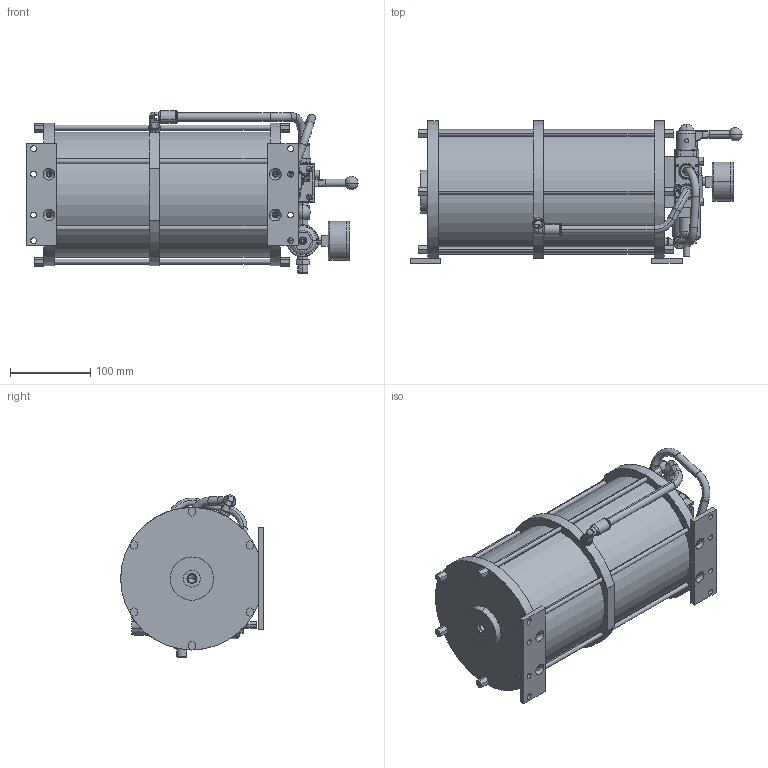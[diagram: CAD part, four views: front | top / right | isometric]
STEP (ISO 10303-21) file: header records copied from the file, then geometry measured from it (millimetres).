
FILE_DESCRIPTION((''),'2;1');
FILE_NAME('ILCM45500001','2016-03-09T',('twa'),(''),'PRO/ENGINEER BY PARAMETRIC TECHNOLOGY CORPORATION, 2013320','PRO/ENGINEER BY PARAMETRIC TECHNOLOGY CORPORATION, 2013320','');
FILE_SCHEMA(('CONFIG_CONTROL_DESIGN'));
Length unit declared in the file: millimetre
Products named in the file (1): ILCM45500001
Bounding box: 413.04 x 177.55 x 201.64 mm (x, y, z)
Volume: 5981550.5 mm3; surface area: 376619.3 mm2
Topology: 1 solids, 39 shells, 1189 faces, 3246 edges, 2145 vertices
Faces by surface type: plane 552, cylinder 330, cone 156, extrusion 50, torus 36, bspline 31, sphere 22, revolution 12
Entity records: 42673 total; most frequent: CARTESIAN_POINT 12850, ORIENTED_EDGE 6022, DIRECTION 6021, EDGE_CURVE 3216, VERTEX_POINT 2145, AXIS2_PLACEMENT_3D 2111, VECTOR 1787, LINE 1737
